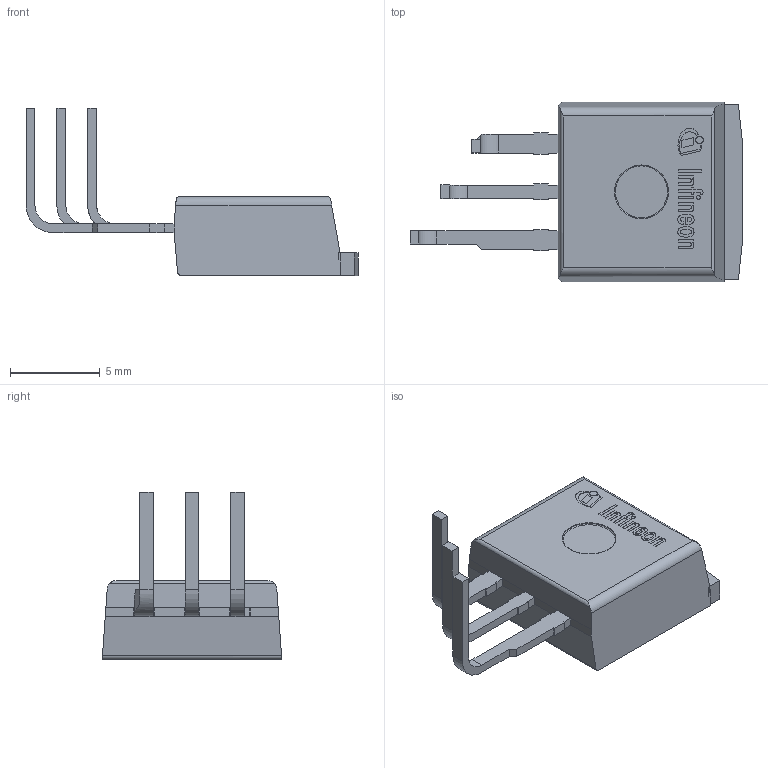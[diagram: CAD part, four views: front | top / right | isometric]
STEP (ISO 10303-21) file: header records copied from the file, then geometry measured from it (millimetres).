
FILE_DESCRIPTION(/* description */ (''),/* implementation_level */ '2;1');
FILE_NAME(/* name */ 'PG-TO262-3-2_Z8B00134771_V03_3D.stp',/* time_stamp */ '2025-04-03T16:12:45+05:30',/* author */ ('sivamani'),/* organization */ (''),/* preprocessor_version */ 'ST-DEVELOPER v19.2',/* originating_system */ 'AutoCAD Mechanical',/* authorisation */ '');
FILE_SCHEMA (('AUTOMOTIVE_DESIGN { 1 0 10303 214 3 1 1 }'));
Length unit declared in the file: millimetre
Products named in the file (1): Product
Bounding box: 18.5 x 10 x 9.32 mm (x, y, z)
Volume: 408.1 mm3; surface area: 625.7 mm2
Topology: 17 solids, 17 shells, 215 faces, 535 edges, 355 vertices
Faces by surface type: plane 178, bspline 18, cylinder 17, torus 2
Entity records: 6622 total; most frequent: CARTESIAN_POINT 1544, ORIENTED_EDGE 1070, DIRECTION 928, EDGE_CURVE 535, LINE 458, VECTOR 458, VERTEX_POINT 355, AXIS2_PLACEMENT_3D 235
